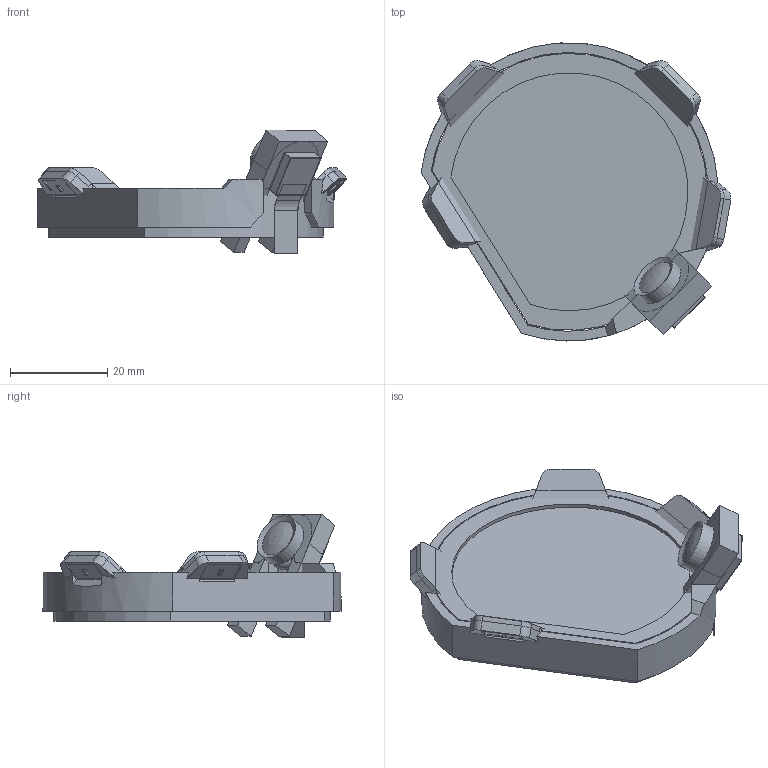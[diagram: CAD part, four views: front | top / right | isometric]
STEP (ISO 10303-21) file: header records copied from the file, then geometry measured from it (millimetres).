
FILE_DESCRIPTION(/* description */ (''),/* implementation_level */ '2;1');
FILE_NAME(/* name */ 'FlowEye_Proto.step',/* time_stamp */ '2024-03-05T22:58:19+09:00',/* author */ (''),/* organization */ (''),/* preprocessor_version */ 'ST-DEVELOPER v20',/* originating_system */ 'Autodesk Translation Framework v12.20.1.177',/* authorisation */ '');
FILE_SCHEMA (('AUTOMOTIVE_DESIGN { 1 0 10303 214 3 1 1 }'));
Length unit declared in the file: millimetre
Products named in the file (30): FlowLight; OV2640; FlowLight LED Board; FlowLight_1; Board_Geoms_bffd; Step_Models_bffd; Top_bffd; Bot_bffd; FlowLight LED Board_1; FlowLight_2; Board_Geoms_bffd_1; Step_Models_bffd_1; Top_bffd_1; Bot_bffd_1; FlowLight LED Board_2; FlowLight_3; Board_Geoms_bffd_2; Step_Models_bffd_2; Top_bffd_2; Bot_bffd_2; FlowLight LED Board_3; FlowLight_4; Board_Geoms_bffd_3; Pcb_bffd; PCB_Sketch_bffd; Step_Models_bffd_3; Top_bffd_3; D1_LED_1206_3216Metric_4e3c16dcd79f; Bot_bffd_3; R1_R_0603_1608Metric_49bde42c65aa
Assembly tree (41 placements, depth 6):
  FlowLight
    OV2640
    FlowLight LED Board
      FlowLight_1
        Board_Geoms_bffd
          Pcb_bffd
          PCB_Sketch_bffd
        Step_Models_bffd
          Top_bffd
            D1_LED_1206_3216Metric_4e3c16dcd79f
          Bot_bffd
            R1_R_0603_1608Metric_49bde42c65aa
    FlowLight LED Board_1
      FlowLight_2
        Board_Geoms_bffd_1
          Pcb_bffd
          PCB_Sketch_bffd
        Step_Models_bffd_1
          Top_bffd_1
            D1_LED_1206_3216Metric_4e3c16dcd79f
          Bot_bffd_1
            R1_R_0603_1608Metric_49bde42c65aa
    FlowLight LED Board_2
      FlowLight_3
        Board_Geoms_bffd_2
          Pcb_bffd
          PCB_Sketch_bffd
        Step_Models_bffd_2
          Top_bffd_2
            D1_LED_1206_3216Metric_4e3c16dcd79f
          Bot_bffd_2
            R1_R_0603_1608Metric_49bde42c65aa
    FlowLight LED Board_3
      FlowLight_4
        Board_Geoms_bffd_3
          Pcb_bffd
          PCB_Sketch_bffd
        Step_Models_bffd_3
          Top_bffd_3
            D1_LED_1206_3216Metric_4e3c16dcd79f
          Bot_bffd_3
            R1_R_0603_1608Metric_49bde42c65aa
Bounding box: 63.78 x 61.35 x 25.48 mm (x, y, z)
Volume: 9741 mm3; surface area: 18493.7 mm2
Topology: 29 solids, 29 shells, 634 faces, 1631 edges, 1065 vertices
Faces by surface type: plane 506, cylinder 123, torus 3, cone 1, sphere 1
Full cylindrical faces by diameter (mm): 6.8 x2, 8 x2, 8.1 x2, 10 x1
Entity records: 12634 total; most frequent: DIRECTION 2102, CARTESIAN_POINT 2101, ORIENTED_EDGE 1982, EDGE_CURVE 991, LINE 798, VECTOR 798, AXIS2_PLACEMENT_3D 652, VERTEX_POINT 651
